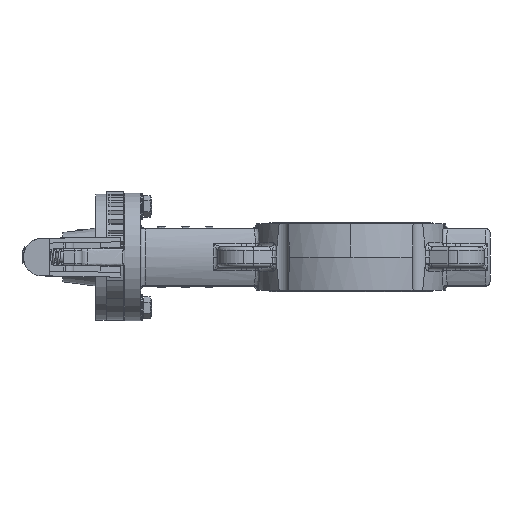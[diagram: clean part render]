
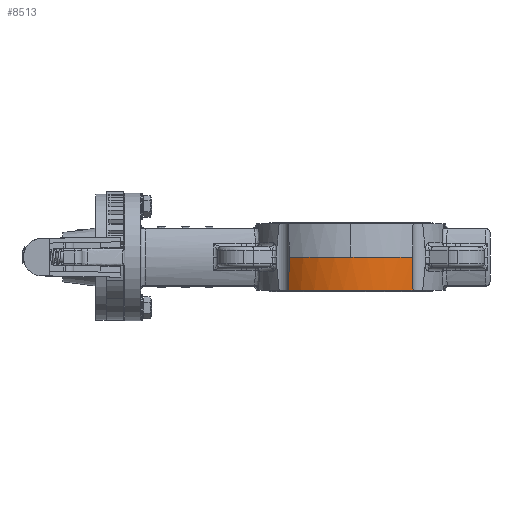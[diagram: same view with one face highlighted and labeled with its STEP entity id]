
A CAD part, left-side view. The second image highlights one B-rep face of the part: STEP entity #8513.
In plain terms, the highlighted conical face has half-angle 3.731 degrees and reference radius 67 mm.
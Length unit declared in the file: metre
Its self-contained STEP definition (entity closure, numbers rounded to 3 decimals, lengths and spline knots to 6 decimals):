
#1579 = VERTEX_POINT ( 'NONE', #18699 ) ;
#2033 = CARTESIAN_POINT ( 'NONE',  ( 0., 0., 0. ) ) ;
#7538 = ORIENTED_EDGE ( 'NONE', *, *, #86827, .T. ) ;
#8513 = ADVANCED_FACE ( 'NONE', ( #18510 ), #73947, .T. ) ;
#10785 = CARTESIAN_POINT ( 'NONE',  ( -0.049942, 0.042766, -0.019173 ) ) ;
#11019 = DIRECTION ( 'NONE',  ( 0., 0., 1. ) ) ;
#14946 = EDGE_CURVE ( 'NONE', #93405, #1579, #68999, .T. ) ;
#17052 = AXIS2_PLACEMENT_3D ( 'NONE', #26323, #96089, #27295 ) ;
#18510 = FACE_OUTER_BOUND ( 'NONE', #50448, .T. ) ;
#18699 = CARTESIAN_POINT ( 'NONE',  ( -0.049526, -0.042866, -0.023 ) ) ;
#22925 = AXIS2_PLACEMENT_3D ( 'NONE', #2033, #11019, #93844 ) ;
#23945 = DIRECTION ( 'NONE',  ( 0., 0., 1. ) ) ;
#25294 = CARTESIAN_POINT ( 'NONE',  ( -0.049526, 0.042866, -0.023 ) ) ;
#26323 = CARTESIAN_POINT ( 'NONE',  ( 0., 0., 0. ) ) ;
#27295 = DIRECTION ( 'NONE',  ( 1., 0., 0. ) ) ;
#27510 = CIRCLE ( 'NONE', #33928, 0.067 ) ;
#28851 = CARTESIAN_POINT ( 'NONE',  ( -0.067, 0., 0. ) ) ;
#30960 = CARTESIAN_POINT ( 'NONE',  ( 0., 0., -0.023 ) ) ;
#32822 = ORIENTED_EDGE ( 'NONE', *, *, #55919, .F. ) ;
#33378 = ORIENTED_EDGE ( 'NONE', *, *, #14946, .F. ) ;
#33928 = AXIS2_PLACEMENT_3D ( 'NONE', #47965, #40990, #53626 ) ;
#36748 = VERTEX_POINT ( 'NONE', #28851 ) ;
#37068 = CARTESIAN_POINT ( 'NONE',  ( -0.051697, -0.042619, 0. ) ) ;
#38062 = ORIENTED_EDGE ( 'NONE', *, *, #63779, .F. ) ;
#40990 = DIRECTION ( 'NONE',  ( 0., 0., 1. ) ) ;
#43008 = CARTESIAN_POINT ( 'NONE',  ( -0.051375, -0.042616, -0.003837 ) ) ;
#43636 = AXIS2_PLACEMENT_3D ( 'NONE', #30960, #23945, #54933 ) ;
#44485 = EDGE_CURVE ( 'NONE', #61006, #1579, #46734, .T. ) ;
#46734 = CIRCLE ( 'NONE', #43636, 0.0655 ) ;
#47965 = CARTESIAN_POINT ( 'NONE',  ( 0., 0., 0. ) ) ;
#50448 = EDGE_LOOP ( 'NONE', ( #33378, #38062, #32822, #7538, #72239 ) ) ;
#52198 = CIRCLE ( 'NONE', #17052, 0.067 ) ;
#52463 = B_SPLINE_CURVE_WITH_KNOTS ( 'NONE', 3,
 ( #65196, #57239, #63730, #70691, #10785, #88110 ),
 .UNSPECIFIED., .F., .F.,
 ( 4, 2, 4 ),
 ( 0., 0.011552, 0.023104 ),
 .UNSPECIFIED. ) ;
#53626 = DIRECTION ( 'NONE',  ( 1., 0., 0. ) ) ;
#54933 = DIRECTION ( 'NONE',  ( 1., 0., 0. ) ) ;
#55919 = EDGE_CURVE ( 'NONE', #58281, #36748, #27510, .T. ) ;
#57239 = CARTESIAN_POINT ( 'NONE',  ( -0.051375, 0.042616, -0.003837 ) ) ;
#58281 = VERTEX_POINT ( 'NONE', #80093 ) ;
#60371 = CARTESIAN_POINT ( 'NONE',  ( -0.049942, -0.042766, -0.019173 ) ) ;
#61006 = VERTEX_POINT ( 'NONE', #25294 ) ;
#63730 = CARTESIAN_POINT ( 'NONE',  ( -0.051038, 0.04263, -0.007673 ) ) ;
#63779 = EDGE_CURVE ( 'NONE', #36748, #93405, #52198, .T. ) ;
#65196 = CARTESIAN_POINT ( 'NONE',  ( -0.051697, 0.042619, 0. ) ) ;
#68999 = B_SPLINE_CURVE_WITH_KNOTS ( 'NONE', 3,
 ( #81860, #43008, #82818, #88850, #60371, #73376 ),
 .UNSPECIFIED., .F., .F.,
 ( 4, 2, 4 ),
 ( 0., 0.011552, 0.023104 ),
 .UNSPECIFIED. ) ;
#70691 = CARTESIAN_POINT ( 'NONE',  ( -0.050321, 0.042706, -0.015341 ) ) ;
#72239 = ORIENTED_EDGE ( 'NONE', *, *, #44485, .T. ) ;
#73376 = CARTESIAN_POINT ( 'NONE',  ( -0.049526, -0.042866, -0.023 ) ) ;
#73947 = CONICAL_SURFACE ( 'NONE', #22925, 0.067, 0.065 ) ;
#80093 = CARTESIAN_POINT ( 'NONE',  ( -0.051697, 0.042619, 0. ) ) ;
#81860 = CARTESIAN_POINT ( 'NONE',  ( -0.051697, -0.042619, 0. ) ) ;
#82818 = CARTESIAN_POINT ( 'NONE',  ( -0.051038, -0.04263, -0.007673 ) ) ;
#86827 = EDGE_CURVE ( 'NONE', #58281, #61006, #52463, .T. ) ;
#88110 = CARTESIAN_POINT ( 'NONE',  ( -0.049526, 0.042866, -0.023 ) ) ;
#88850 = CARTESIAN_POINT ( 'NONE',  ( -0.050321, -0.042706, -0.015341 ) ) ;
#93405 = VERTEX_POINT ( 'NONE', #37068 ) ;
#93844 = DIRECTION ( 'NONE',  ( 1., 0., 0. ) ) ;
#96089 = DIRECTION ( 'NONE',  ( 0., 0., 1. ) ) ;
